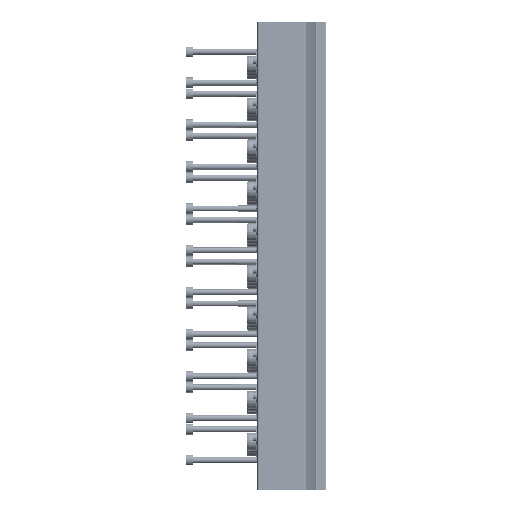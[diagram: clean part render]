
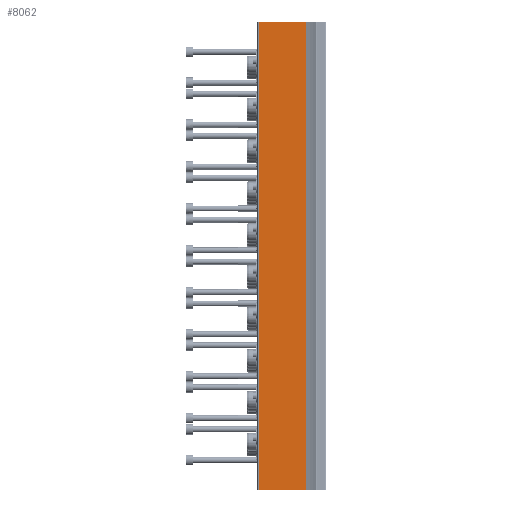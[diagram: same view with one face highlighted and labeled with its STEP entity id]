
A CAD part, left-side view. The second image highlights one B-rep face of the part: STEP entity #8062.
In plain terms, the highlighted planar face has unit normal (-1, 0, 0).
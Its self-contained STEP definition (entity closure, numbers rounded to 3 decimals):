
#391=PLANE('',#8669);
#1274=ORIENTED_EDGE('',*,*,#3346,.F.);
#1275=ORIENTED_EDGE('',*,*,#3345,.F.);
#1276=ORIENTED_EDGE('',*,*,#3347,.T.);
#1277=ORIENTED_EDGE('',*,*,#3348,.T.);
#3345=EDGE_CURVE('',#4381,#4379,#5108,.T.);
#3346=EDGE_CURVE('',#4379,#4382,#5109,.T.);
#3347=EDGE_CURVE('',#4381,#4383,#5110,.T.);
#3348=EDGE_CURVE('',#4383,#4382,#5111,.T.);
#4379=VERTEX_POINT('',#13120);
#4381=VERTEX_POINT('',#13124);
#4382=VERTEX_POINT('',#13128);
#4383=VERTEX_POINT('',#13130);
#5108=LINE('',#13125,#5620);
#5109=LINE('',#13127,#5621);
#5110=LINE('',#13129,#5622);
#5111=LINE('',#13131,#5623);
#5620=VECTOR('',#9759,1000.);
#5621=VECTOR('',#9762,1000.);
#5622=VECTOR('',#9763,1000.);
#5623=VECTOR('',#9764,1000.);
#6148=EDGE_LOOP('',(#1274,#1275,#1276,#1277));
#7035=FACE_BOUND('',#6148,.T.);
#8062=ADVANCED_FACE('',(#7035),#391,.T.);
#8669=AXIS2_PLACEMENT_3D('',#13126,#9760,#9761);
#9759=DIRECTION('',(0.,0.,1.));
#9760=DIRECTION('',(-1.,0.,0.));
#9761=DIRECTION('',(0.,0.,1.));
#9762=DIRECTION('',(0.,-1.,0.));
#9763=DIRECTION('',(0.,-1.,0.));
#9764=DIRECTION('',(0.,0.,1.));
#13120=CARTESIAN_POINT('',(-63.,44.,0.));
#13124=CARTESIAN_POINT('',(-63.,44.,-307.));
#13125=CARTESIAN_POINT('',(-63.,44.,-307.));
#13126=CARTESIAN_POINT('',(-63.,44.,-307.));
#13127=CARTESIAN_POINT('',(-63.,44.,0.));
#13128=CARTESIAN_POINT('',(-63.,13.354,0.));
#13129=CARTESIAN_POINT('',(-63.,44.,-307.));
#13130=CARTESIAN_POINT('',(-63.,13.354,-307.));
#13131=CARTESIAN_POINT('',(-63.,13.354,-307.));
